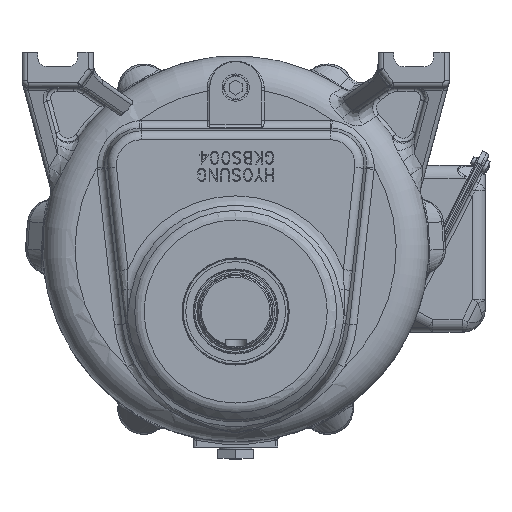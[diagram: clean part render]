
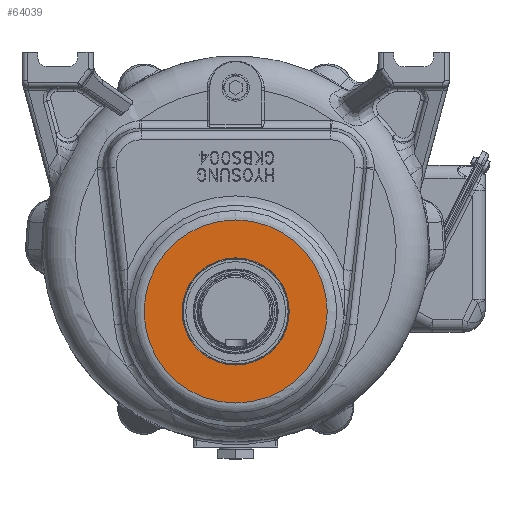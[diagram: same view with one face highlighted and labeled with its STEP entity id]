
A CAD part, top view. The second image highlights one B-rep face of the part: STEP entity #64039.
In plain terms, the highlighted planar face has unit normal (0, 0, 1).
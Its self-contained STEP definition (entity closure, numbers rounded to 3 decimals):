
#1774=PLANE('',#68493);
#16026=ORIENTED_EDGE('',*,*,#35839,.T.);
#16027=ORIENTED_EDGE('',*,*,#35840,.T.);
#35839=EDGE_CURVE('',#45720,#45720,#51801,.F.);
#35840=EDGE_CURVE('',#45721,#45721,#51802,.T.);
#45720=VERTEX_POINT('',#96011);
#45721=VERTEX_POINT('',#96013);
#51801=CIRCLE('',#68494,41.402);
#51802=CIRCLE('',#68495,70.686);
#54874=EDGE_LOOP('',(#16026));
#54875=EDGE_LOOP('',(#16027));
#59420=FACE_BOUND('',#54874,.T.);
#59421=FACE_BOUND('',#54875,.T.);
#64039=ADVANCED_FACE('',(#59420,#59421),#1774,.T.);
#68493=AXIS2_PLACEMENT_3D('',#96009,#75571,#75572);
#68494=AXIS2_PLACEMENT_3D('',#96010,#75573,#75574);
#68495=AXIS2_PLACEMENT_3D('',#96012,#75575,#75576);
#75571=DIRECTION('',(0.,0.,1.));
#75572=DIRECTION('',(0.,-1.,0.));
#75573=DIRECTION('',(0.,0.,1.));
#75574=DIRECTION('',(0.,-1.,0.));
#75575=DIRECTION('',(0.,0.,1.));
#75576=DIRECTION('',(0.,-1.,0.));
#96009=CARTESIAN_POINT('',(0.,-123.46,192.));
#96010=CARTESIAN_POINT('',(0.,-48.46,192.));
#96011=CARTESIAN_POINT('',(0.,-89.862,192.));
#96012=CARTESIAN_POINT('',(0.,-48.46,192.));
#96013=CARTESIAN_POINT('',(0.,-119.146,192.));
